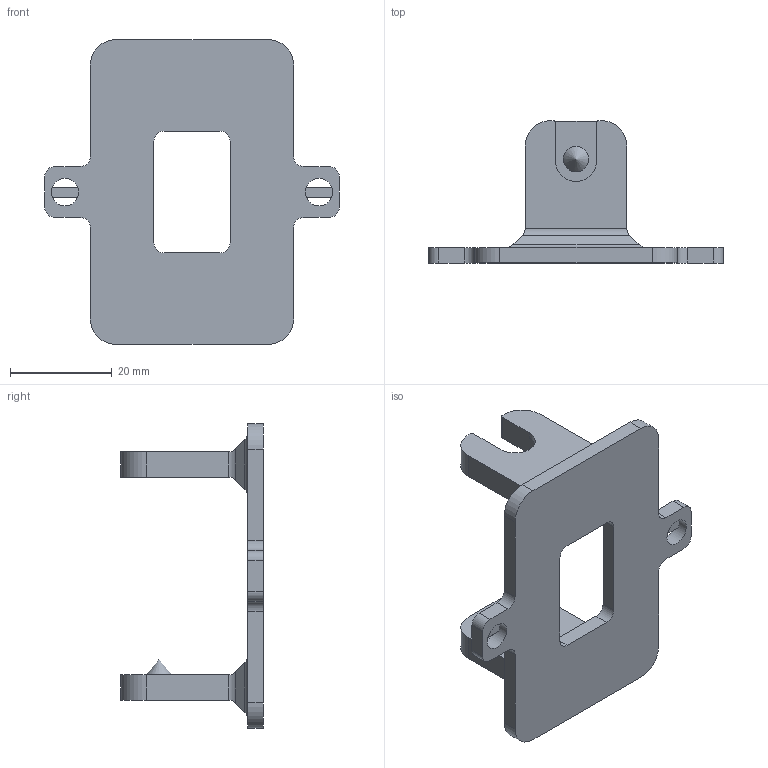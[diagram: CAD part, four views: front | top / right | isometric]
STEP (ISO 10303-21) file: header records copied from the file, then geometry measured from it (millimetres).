
FILE_DESCRIPTION(/* description */ (''),/* implementation_level */ '2;1');
FILE_NAME(/* name */ 'Placa sol_V5_x1.stp',/* time_stamp */ '2024-12-21T10:34:54Z',/* author */ ('patri'),/* organization */ (''),/* preprocessor_version */ 'ST-DEVELOPER v19.2',/* originating_system */ 'Autodesk Inventor 2024',/* authorisation */ '');
FILE_SCHEMA (('AUTOMOTIVE_DESIGN { 1 0 10303 214 3 1 1 }'));
Length unit declared in the file: millimetre
Products named in the file (1): Placa sol_V5_x1
Bounding box: 58 x 28 x 60 mm (x, y, z)
Volume: 11222.9 mm3; surface area: 7831.7 mm2
Topology: 1 solids, 1 shells, 91 faces, 243 edges, 154 vertices
Faces by surface type: plane 48, cylinder 42, cone 1
Full cylindrical faces by diameter (mm): 5.4 x2
Entity records: 2880 total; most frequent: DIRECTION 503, CARTESIAN_POINT 488, ORIENTED_EDGE 484, EDGE_CURVE 242, AXIS2_PLACEMENT_3D 169, LINE 165, VECTOR 165, VERTEX_POINT 154
